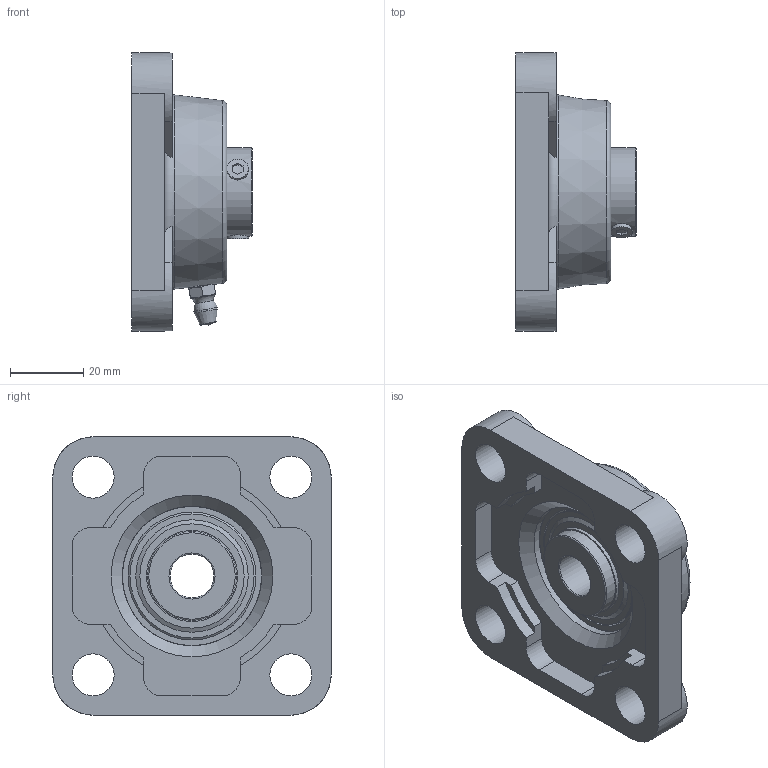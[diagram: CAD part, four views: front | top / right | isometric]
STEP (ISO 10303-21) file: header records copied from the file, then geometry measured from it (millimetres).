
FILE_DESCRIPTION(/* description */ ('STEP AP214'),/* implementation_level */ '2;1');
FILE_NAME(/* name */ 'SKF_FY 12 TF',/* time_stamp */ '2024-09-10T22:30:49+02:00',/* author */ ('License CC BY-ND 4.0'),/* organization */ ('CADENAS'),/* preprocessor_version */ 'ST-DEVELOPER v19.3',/* originating_system */ 'PARTsolutions',/* authorisation */ ' ');
FILE_SCHEMA (('AUTOMOTIVE_DESIGN {1 0 10303 214 3 1 1}'));
Length unit declared in the file: millimetre
Products named in the file (5): SKF_FY 12 TF; FY 503 M-h; 1/4-28 SAE-LT; YAR 203/12-2F-bearing; 12-40-27.4-12-ybrg1-36-6.747-28.5
Assembly tree (11 placements, depth 2):
  SKF_FY 12 TF
    FY 503 M-h
    1/4-28 SAE-LT
    YAR 203/12-2F-bearing
    12-40-27.4-12-ybrg1-36-6.747-28.5  x8
Bounding box: 32.9 x 76 x 76 mm (x, y, z)
Volume: 56472.7 mm3; surface area: 34070.6 mm2
Topology: 11 solids, 11 shells, 343 faces, 872 edges, 564 vertices
Faces by surface type: plane 154, cylinder 109, cone 43, torus 22, sphere 15
Full cylindrical faces by diameter (mm): 1.3 x1, 2 x1, 2.6 x1, 3.4 x1, 6 x2, 6.35 x1, 6.5 x1, 11.5 x4, 12 x1, 24.2 x6, 24.863 x2, 24.9 x2, 25.194 x2, 33.897 x2, 33.898 x2, 34.947 x2, 38.158 x1, 40 x1
Entity records: 9775 total; most frequent: CARTESIAN_POINT 1785, DIRECTION 1708, ORIENTED_EDGE 1458, EDGE_CURVE 729, AXIS2_PLACEMENT_3D 668, VERTEX_POINT 532, FACE_BOUND 483, EDGE_LOOP 482
